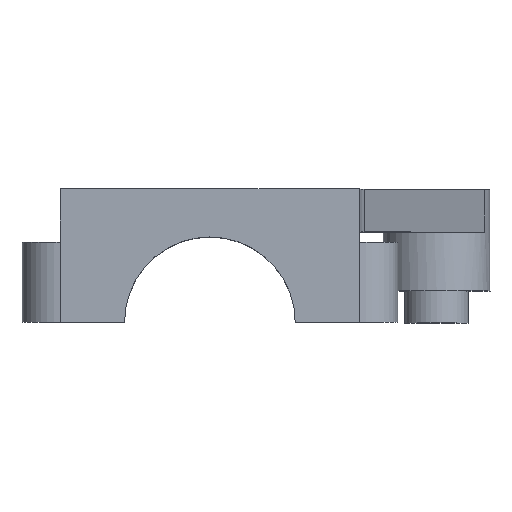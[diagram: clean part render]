
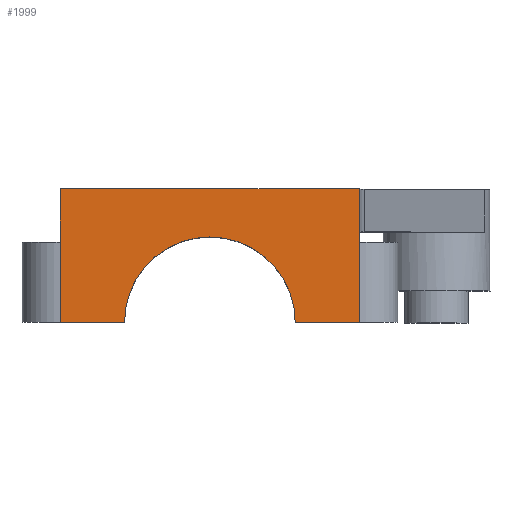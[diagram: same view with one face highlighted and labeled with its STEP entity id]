
A CAD part, top view. The second image highlights one B-rep face of the part: STEP entity #1999.
In plain terms, the highlighted planar face has unit normal (0, 0, 1).
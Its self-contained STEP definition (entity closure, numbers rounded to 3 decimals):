
#237 = PLANE('',#238);
#238 = AXIS2_PLACEMENT_3D('',#239,#240,#241);
#239 = CARTESIAN_POINT('',(-14.,0.,-5.6));
#240 = DIRECTION('',(0.,1.,0.));
#241 = DIRECTION('',(0.,0.,1.));
#465 = VERTEX_POINT('',#466);
#466 = CARTESIAN_POINT('',(-14.,0.,4.6));
#480 = PLANE('',#481);
#481 = AXIS2_PLACEMENT_3D('',#482,#483,#484);
#482 = CARTESIAN_POINT('',(-14.,0.,3.6));
#483 = DIRECTION('',(-1.,0.,0.));
#484 = DIRECTION('',(0.,0.,1.));
#492 = EDGE_CURVE('',#465,#493,#495,.T.);
#493 = VERTEX_POINT('',#494);
#494 = CARTESIAN_POINT('',(14.,0.,4.6));
#495 = SURFACE_CURVE('',#496,(#500,#507),.PCURVE_S1.);
#496 = LINE('',#497,#498);
#497 = CARTESIAN_POINT('',(-14.,0.,4.6));
#498 = VECTOR('',#499,1.);
#499 = DIRECTION('',(1.,0.,0.));
#500 = PCURVE('',#237,#501);
#501 = DEFINITIONAL_REPRESENTATION('',(#502),#506);
#502 = LINE('',#503,#504);
#503 = CARTESIAN_POINT('',(10.2,0.));
#504 = VECTOR('',#505,1.);
#505 = DIRECTION('',(0.,1.));
#506 = ( GEOMETRIC_REPRESENTATION_CONTEXT(2) 
PARAMETRIC_REPRESENTATION_CONTEXT() REPRESENTATION_CONTEXT('2D SPACE',''
  ) );
#507 = PCURVE('',#508,#513);
#508 = PLANE('',#509);
#509 = AXIS2_PLACEMENT_3D('',#510,#511,#512);
#510 = CARTESIAN_POINT('',(-14.,0.,4.6));
#511 = DIRECTION('',(0.,0.,1.));
#512 = DIRECTION('',(1.,0.,0.));
#513 = DEFINITIONAL_REPRESENTATION('',(#514),#518);
#514 = LINE('',#515,#516);
#515 = CARTESIAN_POINT('',(0.,0.));
#516 = VECTOR('',#517,1.);
#517 = DIRECTION('',(1.,0.));
#518 = ( GEOMETRIC_REPRESENTATION_CONTEXT(2) 
PARAMETRIC_REPRESENTATION_CONTEXT() REPRESENTATION_CONTEXT('2D SPACE',''
  ) );
#536 = PLANE('',#537);
#537 = AXIS2_PLACEMENT_3D('',#538,#539,#540);
#538 = CARTESIAN_POINT('',(14.,0.,4.6));
#539 = DIRECTION('',(1.,0.,0.));
#540 = DIRECTION('',(0.,0.,-1.));
#1568 = PLANE('',#1569);
#1569 = AXIS2_PLACEMENT_3D('',#1570,#1571,#1572);
#1570 = CARTESIAN_POINT('',(-14.,-12.5,-5.6));
#1571 = DIRECTION('',(0.,1.,0.));
#1572 = DIRECTION('',(0.,0.,1.));
#1803 = PLANE('',#1804);
#1804 = AXIS2_PLACEMENT_3D('',#1805,#1806,#1807);
#1805 = CARTESIAN_POINT('',(-14.,-12.5,-5.6));
#1806 = DIRECTION('',(0.,1.,0.));
#1807 = DIRECTION('',(0.,0.,1.));
#1931 = EDGE_CURVE('',#493,#1932,#1934,.T.);
#1932 = VERTEX_POINT('',#1933);
#1933 = CARTESIAN_POINT('',(14.,-12.5,4.6));
#1934 = SURFACE_CURVE('',#1935,(#1939,#1946),.PCURVE_S1.);
#1935 = LINE('',#1936,#1937);
#1936 = CARTESIAN_POINT('',(14.,0.,4.6));
#1937 = VECTOR('',#1938,1.);
#1938 = DIRECTION('',(0.,-1.,0.));
#1939 = PCURVE('',#536,#1940);
#1940 = DEFINITIONAL_REPRESENTATION('',(#1941),#1945);
#1941 = LINE('',#1942,#1943);
#1942 = CARTESIAN_POINT('',(0.,0.));
#1943 = VECTOR('',#1944,1.);
#1944 = DIRECTION('',(0.,-1.));
#1945 = ( GEOMETRIC_REPRESENTATION_CONTEXT(2) 
PARAMETRIC_REPRESENTATION_CONTEXT() REPRESENTATION_CONTEXT('2D SPACE',''
  ) );
#1946 = PCURVE('',#508,#1947);
#1947 = DEFINITIONAL_REPRESENTATION('',(#1948),#1952);
#1948 = LINE('',#1949,#1950);
#1949 = CARTESIAN_POINT('',(28.,0.));
#1950 = VECTOR('',#1951,1.);
#1951 = DIRECTION('',(0.,-1.));
#1952 = ( GEOMETRIC_REPRESENTATION_CONTEXT(2) 
PARAMETRIC_REPRESENTATION_CONTEXT() REPRESENTATION_CONTEXT('2D SPACE',''
  ) );
#1999 = ADVANCED_FACE('',(#2000),#508,.T.);
#2000 = FACE_BOUND('',#2001,.T.);
#2001 = EDGE_LOOP('',(#2002,#2003,#2026,#2049,#2078,#2099));
#2002 = ORIENTED_EDGE('',*,*,#492,.F.);
#2003 = ORIENTED_EDGE('',*,*,#2004,.T.);
#2004 = EDGE_CURVE('',#465,#2005,#2007,.T.);
#2005 = VERTEX_POINT('',#2006);
#2006 = CARTESIAN_POINT('',(-14.,-12.5,4.6));
#2007 = SURFACE_CURVE('',#2008,(#2012,#2019),.PCURVE_S1.);
#2008 = LINE('',#2009,#2010);
#2009 = CARTESIAN_POINT('',(-14.,0.,4.6));
#2010 = VECTOR('',#2011,1.);
#2011 = DIRECTION('',(0.,-1.,0.));
#2012 = PCURVE('',#508,#2013);
#2013 = DEFINITIONAL_REPRESENTATION('',(#2014),#2018);
#2014 = LINE('',#2015,#2016);
#2015 = CARTESIAN_POINT('',(0.,0.));
#2016 = VECTOR('',#2017,1.);
#2017 = DIRECTION('',(0.,-1.));
#2018 = ( GEOMETRIC_REPRESENTATION_CONTEXT(2) 
PARAMETRIC_REPRESENTATION_CONTEXT() REPRESENTATION_CONTEXT('2D SPACE',''
  ) );
#2019 = PCURVE('',#480,#2020);
#2020 = DEFINITIONAL_REPRESENTATION('',(#2021),#2025);
#2021 = LINE('',#2022,#2023);
#2022 = CARTESIAN_POINT('',(1.,0.));
#2023 = VECTOR('',#2024,1.);
#2024 = DIRECTION('',(0.,-1.));
#2025 = ( GEOMETRIC_REPRESENTATION_CONTEXT(2) 
PARAMETRIC_REPRESENTATION_CONTEXT() REPRESENTATION_CONTEXT('2D SPACE',''
  ) );
#2026 = ORIENTED_EDGE('',*,*,#2027,.T.);
#2027 = EDGE_CURVE('',#2005,#2028,#2030,.T.);
#2028 = VERTEX_POINT('',#2029);
#2029 = CARTESIAN_POINT('',(-8.,-12.5,4.6));
#2030 = SURFACE_CURVE('',#2031,(#2035,#2042),.PCURVE_S1.);
#2031 = LINE('',#2032,#2033);
#2032 = CARTESIAN_POINT('',(-14.,-12.5,4.6));
#2033 = VECTOR('',#2034,1.);
#2034 = DIRECTION('',(1.,0.,0.));
#2035 = PCURVE('',#508,#2036);
#2036 = DEFINITIONAL_REPRESENTATION('',(#2037),#2041);
#2037 = LINE('',#2038,#2039);
#2038 = CARTESIAN_POINT('',(0.,-12.5));
#2039 = VECTOR('',#2040,1.);
#2040 = DIRECTION('',(1.,0.));
#2041 = ( GEOMETRIC_REPRESENTATION_CONTEXT(2) 
PARAMETRIC_REPRESENTATION_CONTEXT() REPRESENTATION_CONTEXT('2D SPACE',''
  ) );
#2042 = PCURVE('',#1568,#2043);
#2043 = DEFINITIONAL_REPRESENTATION('',(#2044),#2048);
#2044 = LINE('',#2045,#2046);
#2045 = CARTESIAN_POINT('',(10.2,0.));
#2046 = VECTOR('',#2047,1.);
#2047 = DIRECTION('',(0.,1.));
#2048 = ( GEOMETRIC_REPRESENTATION_CONTEXT(2) 
PARAMETRIC_REPRESENTATION_CONTEXT() REPRESENTATION_CONTEXT('2D SPACE',''
  ) );
#2049 = ORIENTED_EDGE('',*,*,#2050,.F.);
#2050 = EDGE_CURVE('',#2051,#2028,#2053,.T.);
#2051 = VERTEX_POINT('',#2052);
#2052 = CARTESIAN_POINT('',(8.,-12.5,4.6));
#2053 = SURFACE_CURVE('',#2054,(#2059,#2066),.PCURVE_S1.);
#2054 = CIRCLE('',#2055,8.);
#2055 = AXIS2_PLACEMENT_3D('',#2056,#2057,#2058);
#2056 = CARTESIAN_POINT('',(0.,-12.5,4.6));
#2057 = DIRECTION('',(-0.,0.,1.));
#2058 = DIRECTION('',(1.,0.,0.));
#2059 = PCURVE('',#508,#2060);
#2060 = DEFINITIONAL_REPRESENTATION('',(#2061),#2065);
#2061 = CIRCLE('',#2062,8.);
#2062 = AXIS2_PLACEMENT_2D('',#2063,#2064);
#2063 = CARTESIAN_POINT('',(14.,-12.5));
#2064 = DIRECTION('',(1.,0.));
#2065 = ( GEOMETRIC_REPRESENTATION_CONTEXT(2) 
PARAMETRIC_REPRESENTATION_CONTEXT() REPRESENTATION_CONTEXT('2D SPACE',''
  ) );
#2066 = PCURVE('',#2067,#2072);
#2067 = CYLINDRICAL_SURFACE('',#2068,8.);
#2068 = AXIS2_PLACEMENT_3D('',#2069,#2070,#2071);
#2069 = CARTESIAN_POINT('',(0.,-12.5,3.05));
#2070 = DIRECTION('',(0.,0.,1.));
#2071 = DIRECTION('',(1.,0.,0.));
#2072 = DEFINITIONAL_REPRESENTATION('',(#2073),#2077);
#2073 = LINE('',#2074,#2075);
#2074 = CARTESIAN_POINT('',(0.,1.55));
#2075 = VECTOR('',#2076,1.);
#2076 = DIRECTION('',(1.,0.));
#2077 = ( GEOMETRIC_REPRESENTATION_CONTEXT(2) 
PARAMETRIC_REPRESENTATION_CONTEXT() REPRESENTATION_CONTEXT('2D SPACE',''
  ) );
#2078 = ORIENTED_EDGE('',*,*,#2079,.T.);
#2079 = EDGE_CURVE('',#2051,#1932,#2080,.T.);
#2080 = SURFACE_CURVE('',#2081,(#2085,#2092),.PCURVE_S1.);
#2081 = LINE('',#2082,#2083);
#2082 = CARTESIAN_POINT('',(-14.,-12.5,4.6));
#2083 = VECTOR('',#2084,1.);
#2084 = DIRECTION('',(1.,0.,0.));
#2085 = PCURVE('',#508,#2086);
#2086 = DEFINITIONAL_REPRESENTATION('',(#2087),#2091);
#2087 = LINE('',#2088,#2089);
#2088 = CARTESIAN_POINT('',(0.,-12.5));
#2089 = VECTOR('',#2090,1.);
#2090 = DIRECTION('',(1.,0.));
#2091 = ( GEOMETRIC_REPRESENTATION_CONTEXT(2) 
PARAMETRIC_REPRESENTATION_CONTEXT() REPRESENTATION_CONTEXT('2D SPACE',''
  ) );
#2092 = PCURVE('',#1803,#2093);
#2093 = DEFINITIONAL_REPRESENTATION('',(#2094),#2098);
#2094 = LINE('',#2095,#2096);
#2095 = CARTESIAN_POINT('',(10.2,0.));
#2096 = VECTOR('',#2097,1.);
#2097 = DIRECTION('',(0.,1.));
#2098 = ( GEOMETRIC_REPRESENTATION_CONTEXT(2) 
PARAMETRIC_REPRESENTATION_CONTEXT() REPRESENTATION_CONTEXT('2D SPACE',''
  ) );
#2099 = ORIENTED_EDGE('',*,*,#1931,.F.);
